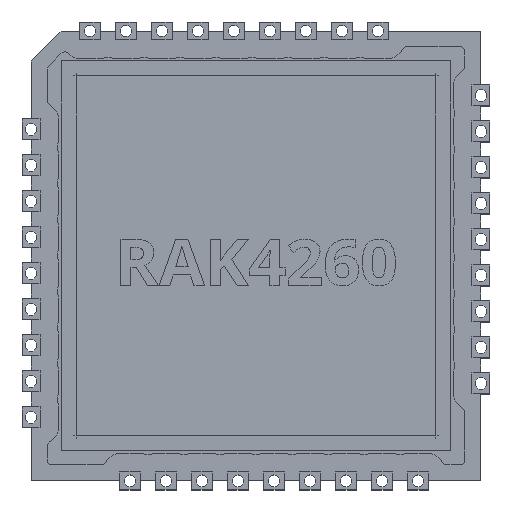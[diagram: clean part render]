
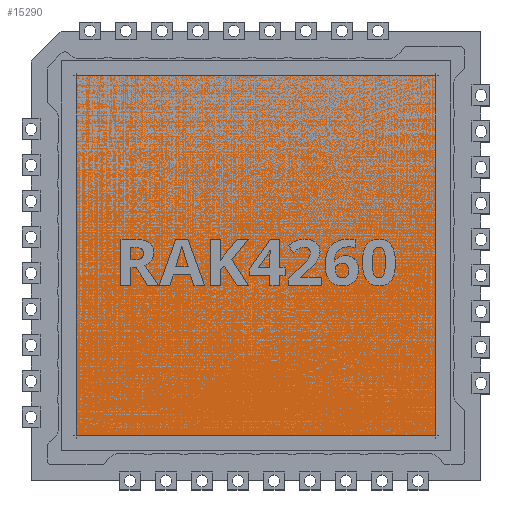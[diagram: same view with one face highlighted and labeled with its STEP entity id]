
A CAD part, top view. The second image highlights one B-rep face of the part: STEP entity #15290.
In plain terms, the highlighted planar face has unit normal (0, 0, 1).
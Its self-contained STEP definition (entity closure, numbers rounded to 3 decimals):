
#15113 = VERTEX_POINT('',#15114);
#15114 = CARTESIAN_POINT('',(-6.,-6.,2.));
#15121 = EDGE_CURVE('',#15113,#15122,#15124,.T.);
#15122 = VERTEX_POINT('',#15123);
#15123 = CARTESIAN_POINT('',(-6.,6.,2.));
#15124 = LINE('',#15125,#15126);
#15125 = CARTESIAN_POINT('',(-6.,-6.5,2.));
#15126 = VECTOR('',#15127,1.);
#15127 = DIRECTION('',(0.,1.,0.));
#15290 = ADVANCED_FACE('',(#15291),#15316,.T.);
#15291 = FACE_BOUND('',#15292,.T.);
#15292 = EDGE_LOOP('',(#15293,#15294,#15302,#15310));
#15293 = ORIENTED_EDGE('',*,*,#15121,.F.);
#15294 = ORIENTED_EDGE('',*,*,#15295,.T.);
#15295 = EDGE_CURVE('',#15113,#15296,#15298,.T.);
#15296 = VERTEX_POINT('',#15297);
#15297 = CARTESIAN_POINT('',(6.,-6.,2.));
#15298 = LINE('',#15299,#15300);
#15299 = CARTESIAN_POINT('',(-6.5,-6.,2.));
#15300 = VECTOR('',#15301,1.);
#15301 = DIRECTION('',(1.,0.,0.));
#15302 = ORIENTED_EDGE('',*,*,#15303,.T.);
#15303 = EDGE_CURVE('',#15296,#15304,#15306,.T.);
#15304 = VERTEX_POINT('',#15305);
#15305 = CARTESIAN_POINT('',(6.,6.,2.));
#15306 = LINE('',#15307,#15308);
#15307 = CARTESIAN_POINT('',(6.,-6.5,2.));
#15308 = VECTOR('',#15309,1.);
#15309 = DIRECTION('',(0.,1.,0.));
#15310 = ORIENTED_EDGE('',*,*,#15311,.F.);
#15311 = EDGE_CURVE('',#15122,#15304,#15312,.T.);
#15312 = LINE('',#15313,#15314);
#15313 = CARTESIAN_POINT('',(-6.5,6.,2.));
#15314 = VECTOR('',#15315,1.);
#15315 = DIRECTION('',(1.,0.,0.));
#15316 = PLANE('',#15317);
#15317 = AXIS2_PLACEMENT_3D('',#15318,#15319,#15320);
#15318 = CARTESIAN_POINT('',(-6.5,-6.5,2.));
#15319 = DIRECTION('',(0.,0.,1.));
#15320 = DIRECTION('',(1.,0.,0.));
